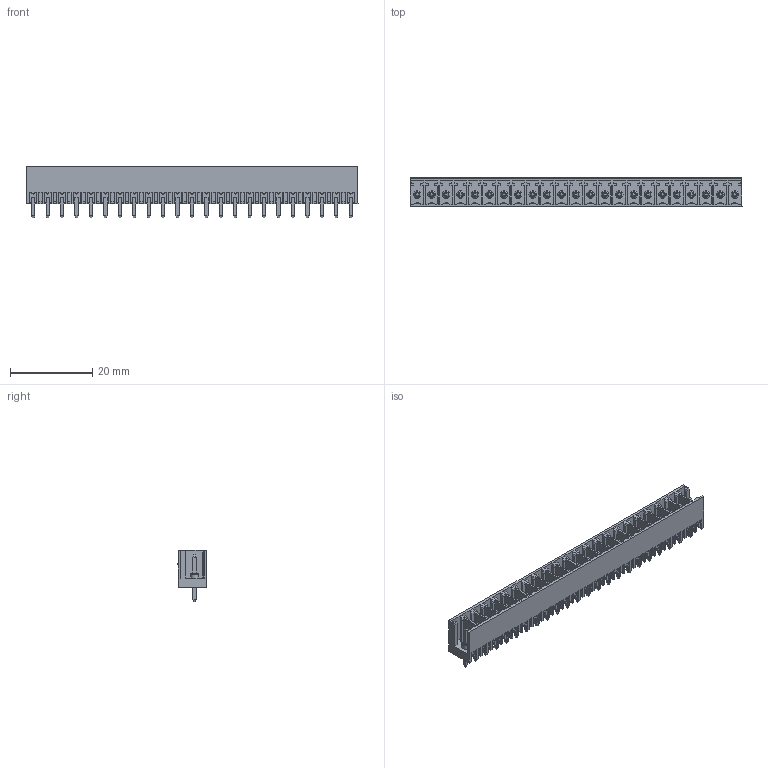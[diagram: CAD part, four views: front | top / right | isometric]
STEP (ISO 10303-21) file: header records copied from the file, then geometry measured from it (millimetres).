
FILE_DESCRIPTION(('STEP AP214'),'1');
FILE_NAME('PV23-3,5-V.stp','2018-11-29T09:55:36',(' '),(' '),'Spatial InterOp 3D',' ',' ');
FILE_SCHEMA(('AUTOMOTIVE_DESIGN { 1 0 10303 214 1 1 1 1 }'));
Length unit declared in the file: metre
Products named in the file (1): 1
Bounding box: 80.5 x 7.25 x 12.6 mm (x, y, z)
Volume: 2643.6 mm3; surface area: 6898.4 mm2
Topology: 1 solids, 1 shells, 1544 faces, 4011 edges, 2536 vertices
Faces by surface type: plane 1428, cylinder 70, torus 23, cone 23
Full cylindrical faces by diameter (mm): 1.8 x23
Entity records: 57807 total; most frequent: CARTESIAN_POINT 8138, ORIENTED_EDGE 7884, DIRECTION 7172, EDGE_CURVE 3942, LINE 3710, VECTOR 3710, VERTEX_POINT 2513, AXIS2_PLACEMENT_3D 1731
